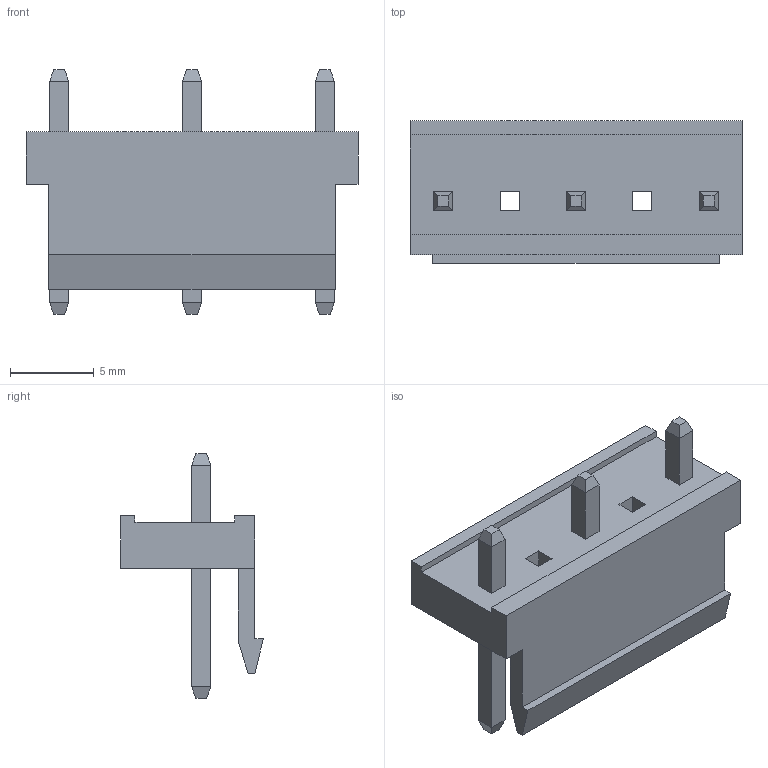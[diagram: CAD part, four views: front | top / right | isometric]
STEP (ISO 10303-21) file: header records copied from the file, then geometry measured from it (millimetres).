
FILE_DESCRIPTION((''),'2;1');
FILE_NAME('FWF39601-S04','2023-12-05T',('工程三'),(''),'PRO/ENGINEER BY PARAMETRIC TECHNOLOGY CORPORATION, 2010280','PRO/ENGINEER BY PARAMETRIC TECHNOLOGY CORPORATION, 2010280','');
FILE_SCHEMA(('CONFIG_CONTROL_DESIGN'));
Length unit declared in the file: millimetre
Products named in the file (1): FWF39601-S04
Bounding box: 19.8 x 8.5 x 14.6 mm (x, y, z)
Volume: 594.7 mm3; surface area: 903.4 mm2
Topology: 1 solids, 1 shells, 79 faces, 189 edges, 118 vertices
Faces by surface type: plane 79
Entity records: 2257 total; most frequent: CARTESIAN_POINT 386, ORIENTED_EDGE 378, DIRECTION 347, VECTOR 189, LINE 189, EDGE_CURVE 189, VERTEX_POINT 118, EDGE_LOOP 89
